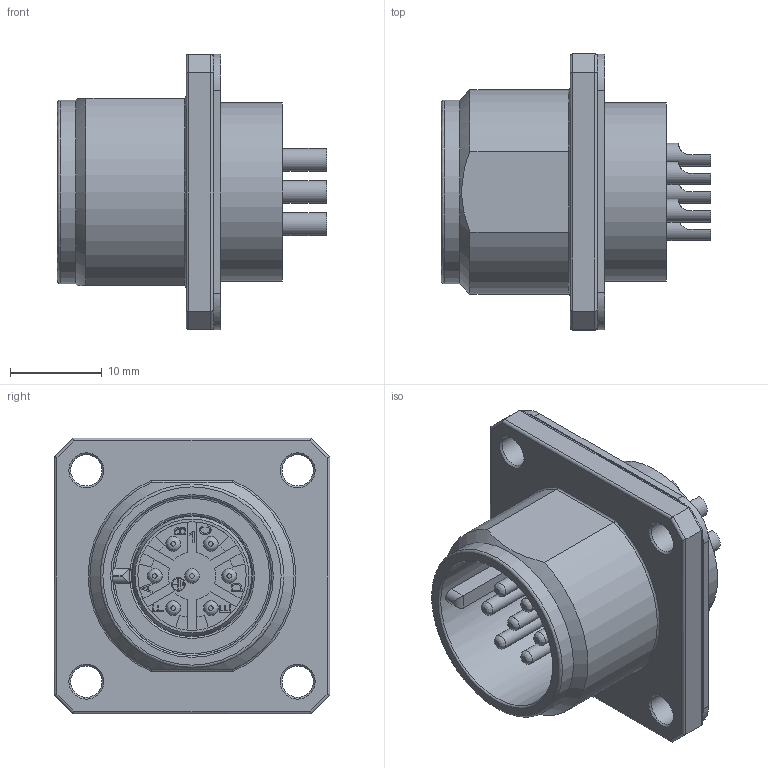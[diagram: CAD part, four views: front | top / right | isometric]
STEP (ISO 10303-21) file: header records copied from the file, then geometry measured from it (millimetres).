
FILE_DESCRIPTION(/* description */ (''),/* implementation_level */ '2;1');
FILE_NAME(/* name */ 'c015 30c006 100 1nxc001-01.stp',/* time_stamp */ '2019-06-07T14:35:01+02:00',/* author */ (''),/* organization */ (''),/* preprocessor_version */ 'ST-DEVELOPER v16.7',/* originating_system */ 'SIEMENS PLM Software NX 12.0',/* authorisation */ '');
FILE_SCHEMA (('AUTOMOTIVE_DESIGN { 1 0 10303 214 3 1 1 1 }'));
Length unit declared in the file: millimetre
Products named in the file (1): c015 30c006 100 1nxc001-01
Bounding box: 29.3 x 30 x 30 mm (x, y, z)
Volume: 7127.2 mm3; surface area: 5771.5 mm2
Topology: 1 solids, 9 shells, 443 faces, 1048 edges, 675 vertices
Faces by surface type: plane 266, cylinder 117, extrusion 28, cone 17, bspline 15
Full cylindrical faces by diameter (mm): 1.35 x1, 1.5 x1, 1.6 x7, 1.7 x7, 2.48 x7, 2.5 x3, 3 x8, 3.2 x3, 3.4 x8, 13 x1, 13.2 x1, 14.9 x1, 17.3 x1, 18 x1, 19.4 x1, 19.6 x1, 20 x1
Entity records: 13661 total; most frequent: CARTESIAN_POINT 4280, ORIENTED_EDGE 1886, DIRECTION 1731, EDGE_CURVE 943, VERTEX_POINT 659, AXIS2_PLACEMENT_3D 636, EDGE_LOOP 585, VECTOR 459
